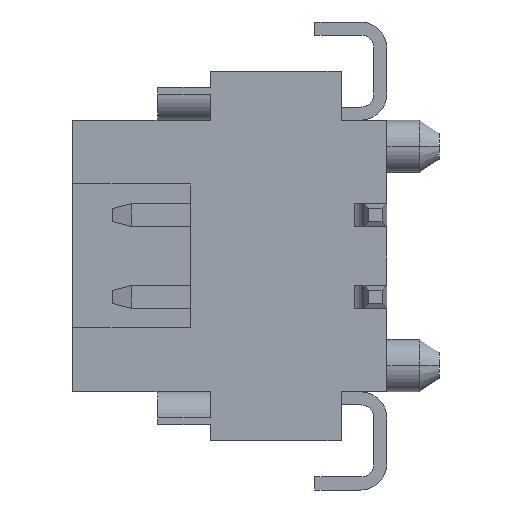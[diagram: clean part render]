
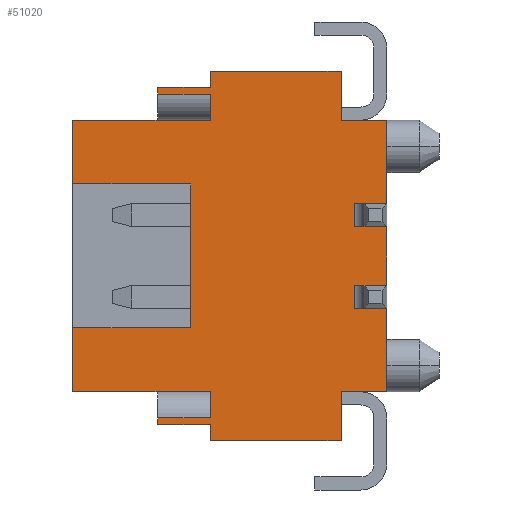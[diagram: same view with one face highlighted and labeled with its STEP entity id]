
A CAD part, left-side view. The second image highlights one B-rep face of the part: STEP entity #51020.
In plain terms, the highlighted planar face has unit normal (-1, 0, 0).
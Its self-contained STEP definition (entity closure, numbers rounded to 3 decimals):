
#7140=CARTESIAN_POINT('',(-2.217,1.47,5.7));
#7150=VERTEX_POINT('',#7140);
#7180=CARTESIAN_POINT('',(-2.217,1.47,-9.375));
#7190=DIRECTION('',(0.,0.,1.));
#7200=VECTOR('',#7190,1.);
#7210=LINE('',#7180,#7200);
#7220=CARTESIAN_POINT('',(-2.217,1.47,5.6));
#7230=VERTEX_POINT('',#7220);
#7240=EDGE_CURVE('',#7230,#7150,#7210,.T.);
#12860=CARTESIAN_POINT('',(-2.217,2.77,4.225));
#12870=VERTEX_POINT('',#12860);
#12900=CARTESIAN_POINT('',(-2.217,0.,4.225));
#12910=DIRECTION('',(0.,-1.,0.));
#12920=VECTOR('',#12910,1.);
#12930=LINE('',#12900,#12920);
#12940=CARTESIAN_POINT('',(-2.217,0.97,4.225));
#12950=VERTEX_POINT('',#12940);
#12960=EDGE_CURVE('',#12870,#12950,#12930,.T.);
#13120=CARTESIAN_POINT('',(-2.217,0.67,-0.625));
#13130=DIRECTION('',(0.,0.,1.));
#13140=VECTOR('',#13130,1.);
#13150=LINE('',#13120,#13140);
#13160=CARTESIAN_POINT('',(-2.217,0.67,5.2));
#13170=VERTEX_POINT('',#13160);
#13180=CARTESIAN_POINT('',(-2.217,0.67,5.6));
#13190=VERTEX_POINT('',#13180);
#13200=EDGE_CURVE('',#13170,#13190,#13150,.T.);
#13460=CARTESIAN_POINT('',(-2.217,0.,5.6));
#13470=DIRECTION('',(0.,1.,0.));
#13480=VECTOR('',#13470,1.);
#13490=LINE('',#13460,#13480);
#13500=EDGE_CURVE('',#13190,#7230,#13490,.T.);
#13800=CARTESIAN_POINT('',(-2.217,0.67,5.7));
#13810=VERTEX_POINT('',#13800);
#13840=CARTESIAN_POINT('',(-2.217,1.47,5.7));
#13850=DIRECTION('',(0.,-1.,0.));
#13860=VECTOR('',#13850,1.);
#13870=LINE('',#13840,#13860);
#13880=EDGE_CURVE('',#7150,#13810,#13870,.T.);
#14210=CARTESIAN_POINT('',(-2.217,0.67,5.95));
#14220=VERTEX_POINT('',#14210);
#14270=EDGE_CURVE('',#13810,#14220,#13150,.T.);
#22700=CARTESIAN_POINT('',(-2.217,-1.33,6.875));
#22710=DIRECTION('',(0.,0.,1.));
#22720=VECTOR('',#22710,1.);
#22730=LINE('',#22700,#22720);
#22740=CARTESIAN_POINT('',(-2.217,-1.33,0.3));
#22750=VERTEX_POINT('',#22740);
#22760=CARTESIAN_POINT('',(-2.217,-1.33,1.05));
#22770=VERTEX_POINT('',#22760);
#22780=EDGE_CURVE('',#22750,#22770,#22730,.T.);
#24500=CARTESIAN_POINT('',(-2.217,-2.03,2.324));
#24510=VERTEX_POINT('',#24500);
#24560=CARTESIAN_POINT('',(-2.217,-2.03,2.324));
#24570=DIRECTION('',(0.,1.,0.));
#24580=VECTOR('',#24570,1.);
#24590=LINE('',#24560,#24580);
#24600=CARTESIAN_POINT('',(-2.217,-1.53,2.324));
#24610=VERTEX_POINT('',#24600);
#24620=EDGE_CURVE('',#24510,#24610,#24590,.T.);
#27060=CARTESIAN_POINT('',(-2.217,2.77,1.05));
#27070=VERTEX_POINT('',#27060);
#27100=CARTESIAN_POINT('',(-2.217,0.,1.05));
#27110=DIRECTION('',(0.,-1.,0.));
#27120=VECTOR('',#27110,1.);
#27130=LINE('',#27100,#27120);
#27140=CARTESIAN_POINT('',(-2.217,0.67,1.05));
#27150=VERTEX_POINT('',#27140);
#27160=EDGE_CURVE('',#27070,#27150,#27130,.T.);
#29000=CARTESIAN_POINT('',(-2.217,-2.03,1.05));
#29010=VERTEX_POINT('',#29000);
#29040=CARTESIAN_POINT('',(-2.217,-2.03,6.875));
#29050=DIRECTION('',(0.,0.,1.));
#29060=VECTOR('',#29050,1.);
#29070=LINE('',#29040,#29060);
#29080=EDGE_CURVE('',#29010,#24510,#29070,.T.);
#30410=CARTESIAN_POINT('',(-2.217,2.77,2.025));
#30420=VERTEX_POINT('',#30410);
#30450=CARTESIAN_POINT('',(-2.217,2.77,2.025));
#30460=DIRECTION('',(0.,0.,-1.));
#30470=VECTOR('',#30460,1.);
#30480=LINE('',#30450,#30470);
#30490=EDGE_CURVE('',#30420,#27070,#30480,.T.);
#30890=CARTESIAN_POINT('',(-2.217,0.97,2.025));
#30900=VERTEX_POINT('',#30890);
#30930=CARTESIAN_POINT('',(-2.217,0.,2.025));
#30940=DIRECTION('',(0.,-1.,0.));
#30950=VECTOR('',#30940,1.);
#30960=LINE('',#30930,#30950);
#30970=EDGE_CURVE('',#30420,#30900,#30960,.T.);
#33570=CARTESIAN_POINT('',(-2.217,-2.03,2.676));
#33580=VERTEX_POINT('',#33570);
#33750=CARTESIAN_POINT('',(-2.217,-1.53,2.676));
#33760=VERTEX_POINT('',#33750);
#33790=CARTESIAN_POINT('',(-2.217,-2.03,2.676));
#33800=DIRECTION('',(0.,1.,0.));
#33810=VECTOR('',#33800,1.);
#33820=LINE('',#33790,#33810);
#33830=EDGE_CURVE('',#33580,#33760,#33820,.T.);
#34670=CARTESIAN_POINT('',(-2.217,0.67,0.55));
#34680=VERTEX_POINT('',#34670);
#34710=CARTESIAN_POINT('',(-2.217,0.67,6.875));
#34720=DIRECTION('',(0.,0.,-1.));
#34730=VECTOR('',#34720,1.);
#34740=LINE('',#34710,#34730);
#34750=CARTESIAN_POINT('',(-2.217,0.67,0.3));
#34760=VERTEX_POINT('',#34750);
#34770=EDGE_CURVE('',#34680,#34760,#34740,.T.);
#37000=CARTESIAN_POINT('',(-2.217,0.97,-1.875));
#37010=DIRECTION('',(0.,0.,-1.));
#37020=VECTOR('',#37010,1.);
#37030=LINE('',#37000,#37020);
#37040=EDGE_CURVE('',#12950,#30900,#37030,.T.);
#38100=CARTESIAN_POINT('',(-2.217,0.,
0.3));
#38110=DIRECTION('',(0.,-1.,0.));
#38120=VECTOR('',#38110,1.);
#38130=LINE('',#38100,#38120);
#38140=EDGE_CURVE('',#34760,#22750,#38130,.T.);
#42330=CARTESIAN_POINT('',(-2.217,0.67,0.65));
#42340=VERTEX_POINT('',#42330);
#42350=EDGE_CURVE('',#27150,#42340,#34740,.T.);
#43710=EDGE_CURVE('',#22770,#29010,#27130,.T.);
#44090=CARTESIAN_POINT('',(-2.217,1.47,0.65));
#44100=VERTEX_POINT('',#44090);
#44130=CARTESIAN_POINT('',(-2.217,1.47,15.625));
#44140=DIRECTION('',(0.,0.,-1.));
#44150=VECTOR('',#44140,1.);
#44160=LINE('',#44130,#44150);
#44170=CARTESIAN_POINT('',(-2.217,1.47,0.55));
#44180=VERTEX_POINT('',#44170);
#44190=EDGE_CURVE('',#44100,#44180,#44160,.T.);
#46430=CARTESIAN_POINT('',(-2.217,-2.03,-0.625));
#46440=DIRECTION('',(0.,0.,-1.));
#46450=VECTOR('',#46440,1.);
#46460=LINE('',#46430,#46450);
#46470=CARTESIAN_POINT('',(-2.217,-2.03,5.2));
#46480=VERTEX_POINT('',#46470);
#46490=CARTESIAN_POINT('',(-2.217,-2.03,3.926));
#46500=VERTEX_POINT('',#46490);
#46510=EDGE_CURVE('',#46480,#46500,#46460,.T.);
#46760=CARTESIAN_POINT('',(-2.217,0.,
0.65));
#46770=DIRECTION('',(0.,1.,0.));
#46780=VECTOR('',#46770,1.);
#46790=LINE('',#46760,#46780);
#46800=EDGE_CURVE('',#42340,#44100,#46790,.T.);
#47950=CARTESIAN_POINT('',(-2.217,1.47,0.55));
#47960=DIRECTION('',(0.,-1.,0.));
#47970=VECTOR('',#47960,1.);
#47980=LINE('',#47950,#47970);
#47990=EDGE_CURVE('',#44180,#34680,#47980,.T.);
#49610=CARTESIAN_POINT('',(-2.217,-1.33,5.95));
#49620=VERTEX_POINT('',#49610);
#49770=CARTESIAN_POINT('',(-2.217,-1.33,5.2));
#49780=VERTEX_POINT('',#49770);
#49810=CARTESIAN_POINT('',(-2.217,-1.33,-0.625));
#49820=DIRECTION('',(0.,0.,-1.));
#49830=VECTOR('',#49820,1.);
#49840=LINE('',#49810,#49830);
#49850=EDGE_CURVE('',#49620,#49780,#49840,.T.);
#49960=CARTESIAN_POINT('',(-2.217,-2.03,3.474));
#49970=DIRECTION('',(0.,0.,1.));
#49980=VECTOR('',#49970,1.);
#49990=LINE('',#49960,#49980);
#50000=CARTESIAN_POINT('',(-2.217,-2.03,3.574));
#50010=VERTEX_POINT('',#50000);
#50020=EDGE_CURVE('',#33580,#50010,#49990,.T.);
#50210=CARTESIAN_POINT('',(-2.217,1.47,-15.7));
#50220=DIRECTION('',(-1.,0.,0.));
#50230=DIRECTION('',(0.,0.,-1.));
#50240=AXIS2_PLACEMENT_3D('',#50210,#50220,#50230);
#50250=PLANE('',#50240);
#50260=ORIENTED_EDGE('',*,*,#33830,.F.);
#50270=CARTESIAN_POINT('',(-2.217,-1.53,8.125));
#50280=DIRECTION('',(0.,0.,-1.));
#50290=VECTOR('',#50280,1.);
#50300=LINE('',#50270,#50290);
#50310=EDGE_CURVE('',#33760,#24610,#50300,.T.);
#50320=ORIENTED_EDGE('',*,*,#50310,.F.);
#50330=ORIENTED_EDGE('',*,*,#24620,.T.);
#50340=ORIENTED_EDGE('',*,*,#29080,.T.);
#50350=ORIENTED_EDGE('',*,*,#43710,.T.);
#50360=ORIENTED_EDGE('',*,*,#22780,.T.);
#50370=ORIENTED_EDGE('',*,*,#38140,.T.);
#50380=ORIENTED_EDGE('',*,*,#34770,.T.);
#50390=ORIENTED_EDGE('',*,*,#47990,.T.);
#50400=ORIENTED_EDGE('',*,*,#44190,.T.);
#50410=ORIENTED_EDGE('',*,*,#46800,.T.);
#50420=ORIENTED_EDGE('',*,*,#42350,.T.);
#50430=ORIENTED_EDGE('',*,*,#27160,.T.);
#50440=ORIENTED_EDGE('',*,*,#30490,.T.);
#50450=ORIENTED_EDGE('',*,*,#30970,.F.);
#50460=ORIENTED_EDGE('',*,*,#37040,.T.);
#50470=ORIENTED_EDGE('',*,*,#12960,.T.);
#50480=CARTESIAN_POINT('',(-2.217,2.77,4.225));
#50490=DIRECTION('',(0.,0.,1.));
#50500=VECTOR('',#50490,1.);
#50510=LINE('',#50480,#50500);
#50520=CARTESIAN_POINT('',(-2.217,2.77,5.2));
#50530=VERTEX_POINT('',#50520);
#50540=EDGE_CURVE('',#12870,#50530,#50510,.T.);
#50550=ORIENTED_EDGE('',*,*,#50540,.F.);
#50560=CARTESIAN_POINT('',(-2.217,0.,5.2));
#50570=DIRECTION('',(0.,-1.,0.));
#50580=VECTOR('',#50570,1.);
#50590=LINE('',#50560,#50580);
#50600=EDGE_CURVE('',#50530,#13170,#50590,.T.);
#50610=ORIENTED_EDGE('',*,*,#50600,.F.);
#50620=ORIENTED_EDGE('',*,*,#13200,.F.);
#50630=ORIENTED_EDGE('',*,*,#13500,.F.);
#50640=ORIENTED_EDGE('',*,*,#7240,.F.);
#50650=ORIENTED_EDGE('',*,*,#13880,.F.);
#50660=ORIENTED_EDGE('',*,*,#14270,.F.);
#50670=CARTESIAN_POINT('',(-2.217,0.,5.95));
#50680=DIRECTION('',(0.,-1.,0.));
#50690=VECTOR('',#50680,1.);
#50700=LINE('',#50670,#50690);
#50710=EDGE_CURVE('',#14220,#49620,#50700,.T.);
#50720=ORIENTED_EDGE('',*,*,#50710,.F.);
#50730=ORIENTED_EDGE('',*,*,#49850,.F.);
#50740=EDGE_CURVE('',#49780,#46480,#50590,.T.);
#50750=ORIENTED_EDGE('',*,*,#50740,.F.);
#50760=ORIENTED_EDGE('',*,*,#46510,.F.);
#50770=CARTESIAN_POINT('',(-2.217,-2.03,3.926));
#50780=DIRECTION('',(0.,1.,0.));
#50790=VECTOR('',#50780,1.);
#50800=LINE('',#50770,#50790);
#50810=CARTESIAN_POINT('',(-2.217,-1.53,3.926));
#50820=VERTEX_POINT('',#50810);
#50830=EDGE_CURVE('',#46500,#50820,#50800,.T.);
#50840=ORIENTED_EDGE('',*,*,#50830,.F.);
#50850=CARTESIAN_POINT('',(-2.217,-1.53,-1.875));
#50860=DIRECTION('',(0.,0.,1.));
#50870=VECTOR('',#50860,1.);
#50880=LINE('',#50850,#50870);
#50890=CARTESIAN_POINT('',(-2.217,-1.53,3.574));
#50900=VERTEX_POINT('',#50890);
#50910=EDGE_CURVE('',#50900,#50820,#50880,.T.);
#50920=ORIENTED_EDGE('',*,*,#50910,.T.);
#50930=CARTESIAN_POINT('',(-2.217,-2.03,3.574));
#50940=DIRECTION('',(0.,1.,0.));
#50950=VECTOR('',#50940,1.);
#50960=LINE('',#50930,#50950);
#50970=EDGE_CURVE('',#50010,#50900,#50960,.T.);
#50980=ORIENTED_EDGE('',*,*,#50970,.T.);
#50990=ORIENTED_EDGE('',*,*,#50020,.T.);
#51000=EDGE_LOOP('',(#50990,#50980,#50920,#50840,#50760,#50750,#50730,
#50720,#50660,#50650,#50640,#50630,#50620,#50610,#50550,#50470,#50460,
#50450,#50440,#50430,#50420,#50410,#50400,#50390,#50380,#50370,#50360,
#50350,#50340,#50330,#50320,#50260));
#51010=FACE_OUTER_BOUND('',#51000,.T.);
#51020=ADVANCED_FACE('',(#51010),#50250,.T.);
